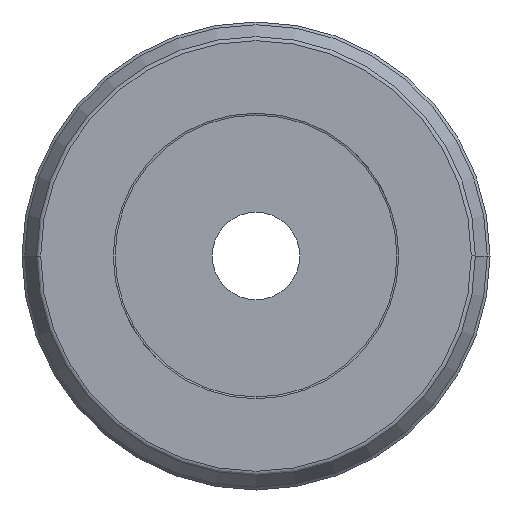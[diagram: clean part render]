
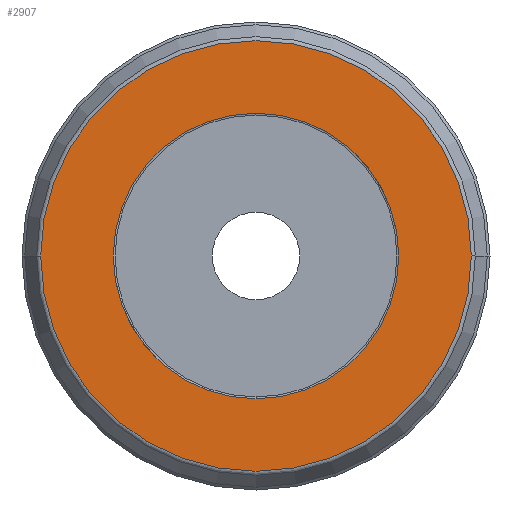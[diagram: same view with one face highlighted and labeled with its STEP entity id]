
A CAD part, front view. The second image highlights one B-rep face of the part: STEP entity #2907.
In plain terms, the highlighted planar face has unit normal (0, -1, 0).
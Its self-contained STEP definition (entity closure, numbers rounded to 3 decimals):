
#1070=CARTESIAN_POINT('',(0.,-63.,0.));
#1071=DIRECTION('',(0.,1.,0.));
#1072=DIRECTION('',(-1.,0.,0.));
#1073=AXIS2_PLACEMENT_3D('',#1070,#1071,#1072);
#1075=CARTESIAN_POINT('',(0.,-63.,0.));
#1076=DIRECTION('',(0.,-1.,0.));
#1077=DIRECTION('',(-1.,0.,0.));
#1078=AXIS2_PLACEMENT_3D('',#1075,#1076,#1077);
#1085=CARTESIAN_POINT('',(0.,-63.,0.));
#1086=DIRECTION('',(0.,1.,0.));
#1087=DIRECTION('',(-1.,0.,0.));
#1088=AXIS2_PLACEMENT_3D('',#1085,#1086,#1087);
#1118=CARTESIAN_POINT('',(0.,-63.,0.));
#1119=DIRECTION('',(0.,1.,0.));
#1120=DIRECTION('',(1.,0.,0.));
#1121=AXIS2_PLACEMENT_3D('',#1118,#1119,#1120);
#1500=CARTESIAN_POINT('',(-23.368,-63.,0.));
#1501=CARTESIAN_POINT('',(23.368,-63.,0.));
#1502=VERTEX_POINT('',#1500);
#1503=VERTEX_POINT('',#1501);
#1516=CARTESIAN_POINT('',(-15.5,-63.,0.));
#1517=CARTESIAN_POINT('',(15.5,-63.,0.));
#1518=VERTEX_POINT('',#1516);
#1519=VERTEX_POINT('',#1517);
#2892=CARTESIAN_POINT('',(0.,-63.,0.));
#2893=DIRECTION('',(0.,-1.,0.));
#2894=DIRECTION('',(0.707,0.,0.707));
#2895=AXIS2_PLACEMENT_3D('',#2892,#2893,#2894);
#2896=PLANE('',#2895);
#2898=ORIENTED_EDGE('',*,*,#2897,.T.);
#2900=ORIENTED_EDGE('',*,*,#2899,.T.);
#2901=EDGE_LOOP('',(#2898,#2900));
#2902=FACE_OUTER_BOUND('',#2901,.F.);
#2903=ORIENTED_EDGE('',*,*,#2869,.F.);
#2904=ORIENTED_EDGE('',*,*,#2835,.T.);
#2905=EDGE_LOOP('',(#2903,#2904));
#2906=FACE_BOUND('',#2905,.F.);
#2907=ADVANCED_FACE('',(#2902,#2906),#2896,.T.);
#1074=CIRCLE('',#1073,15.5);
#1079=CIRCLE('',#1078,15.5);
#1089=CIRCLE('',#1088,23.368);
#1122=CIRCLE('',#1121,23.368);
#2835=EDGE_CURVE('',#1518,#1519,#1079,.T.);
#2869=EDGE_CURVE('',#1518,#1519,#1074,.T.);
#2897=EDGE_CURVE('',#1502,#1503,#1089,.T.);
#2899=EDGE_CURVE('',#1503,#1502,#1122,.T.);
